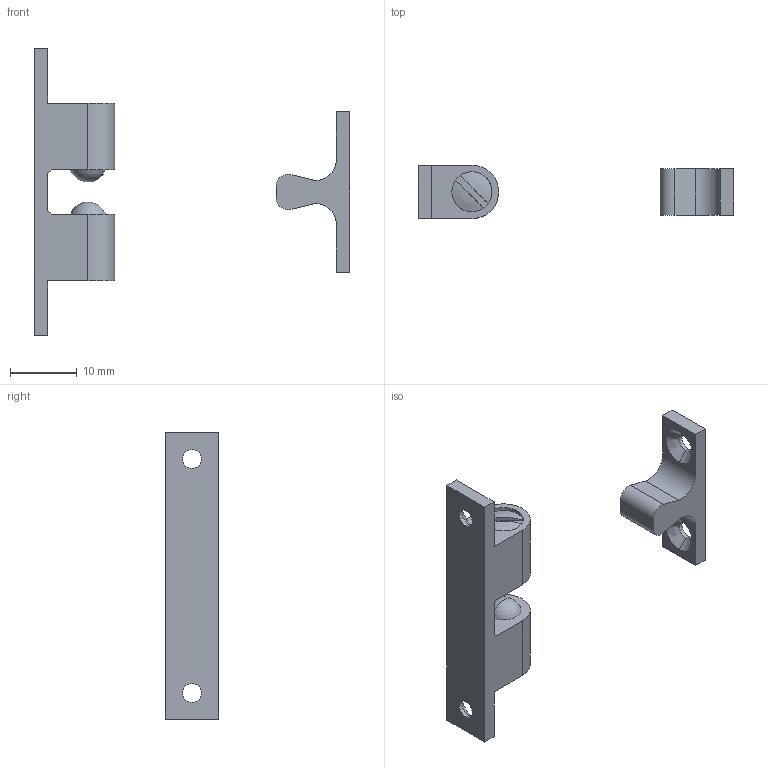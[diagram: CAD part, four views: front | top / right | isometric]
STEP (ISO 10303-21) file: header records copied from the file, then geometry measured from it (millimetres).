
FILE_DESCRIPTION( (''), '2;1');
FILE_NAME ('PC002.16516.TL_42_3_3905.stp','2025-07-04T17:54:29',(''),(''),'spGate 19.8.4 (****-****-****-****)','','');
FILE_SCHEMA (('AUTOMOTIVE_DESIGN'));
Length unit declared in the file: millimetre
Products named in the file (5): Assembly; ball; screw; keeper; housing
Assembly tree (6 placements, depth 2):
  Assembly
    ball  x2
    screw  x2
    keeper
    housing
Bounding box: 47.14 x 8 x 43 mm (x, y, z)
Volume: 2590.6 mm3; surface area: 2880.5 mm2
Topology: 6 solids, 6 shells, 80 faces, 190 edges, 116 vertices
Faces by surface type: plane 34, cylinder 26, sphere 12, bspline 8
Entity records: 3578 total; most frequent: CARTESIAN_POINT 464, DIRECTION 350, ORIENTED_EDGE 332, COLOUR_RGB 240, PRESENTATION_STYLE_ASSIGNMENT 240, STYLED_ITEM 240, EDGE_CURVE 166, DRAUGHTING_PRE_DEFINED_CURVE_FONT 166
